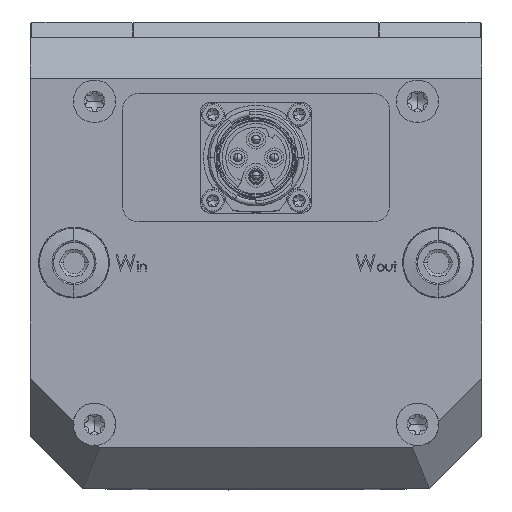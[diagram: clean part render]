
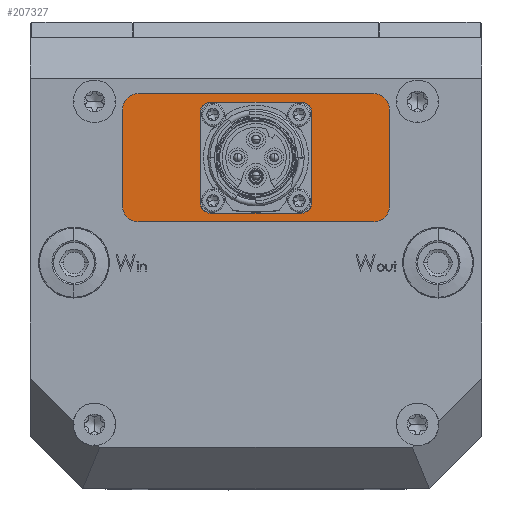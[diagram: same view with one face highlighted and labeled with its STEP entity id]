
A CAD part, top view. The second image highlights one B-rep face of the part: STEP entity #207327.
In plain terms, the highlighted planar face has unit normal (0, 0, 1).
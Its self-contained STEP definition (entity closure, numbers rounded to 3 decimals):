
#375 = VERTEX_POINT ( 'NONE', #183689 ) ;
#474 = CARTESIAN_POINT ( 'NONE',  ( -26., 12.5, 3.5 ) ) ;
#1199 = VECTOR ( 'NONE', #198637, 1000. ) ;
#2429 = VERTEX_POINT ( 'NONE', #192738 ) ;
#3295 = CIRCLE ( 'NONE', #136461, 2. ) ;
#3604 = AXIS2_PLACEMENT_3D ( 'NONE', #192806, #11682, #46228 ) ;
#7361 = CARTESIAN_POINT ( 'NONE',  ( -8.85, -10.85, 3.5 ) ) ;
#10722 = EDGE_CURVE ( 'NONE', #136979, #124055, #68242, .T. ) ;
#11682 = DIRECTION ( 'NONE',  ( 0., 0., 1. ) ) ;
#12477 = CARTESIAN_POINT ( 'NONE',  ( 8.85, 10.85, 3.5 ) ) ;
#12840 = DIRECTION ( 'NONE',  ( -1., 0., 0. ) ) ;
#15918 = CARTESIAN_POINT ( 'NONE',  ( 10.85, 8.85, 3.5 ) ) ;
#16669 = CARTESIAN_POINT ( 'NONE',  ( -26., 9.5, 3.5 ) ) ;
#17998 = VECTOR ( 'NONE', #73079, 1000. ) ;
#19807 = DIRECTION ( 'NONE',  ( -1., 0., 0. ) ) ;
#21647 = ORIENTED_EDGE ( 'NONE', *, *, #228583, .T. ) ;
#22190 = PLANE ( 'NONE',  #102455 ) ;
#22702 = ORIENTED_EDGE ( 'NONE', *, *, #31270, .T. ) ;
#22778 = CARTESIAN_POINT ( 'NONE',  ( 23., -9.5, 3.5 ) ) ;
#23043 = DIRECTION ( 'NONE',  ( 1., 0., 0. ) ) ;
#23368 = FACE_BOUND ( 'NONE', #109151, .T. ) ;
#27231 = VERTEX_POINT ( 'NONE', #100774 ) ;
#31006 = AXIS2_PLACEMENT_3D ( 'NONE', #166161, #148288, #169674 ) ;
#31270 = EDGE_CURVE ( 'NONE', #49877, #181950, #74665, .T. ) ;
#34153 = VERTEX_POINT ( 'NONE', #183889 ) ;
#36477 = CARTESIAN_POINT ( 'NONE',  ( 0., -10.85, 3.5 ) ) ;
#38177 = CARTESIAN_POINT ( 'NONE',  ( 23., 9.5, 3.5 ) ) ;
#39693 = VECTOR ( 'NONE', #122618, 1000. ) ;
#40451 = ORIENTED_EDGE ( 'NONE', *, *, #147008, .T. ) ;
#41660 = DIRECTION ( 'NONE',  ( 0., 0., 1. ) ) ;
#44626 = CIRCLE ( 'NONE', #234976, 2. ) ;
#45538 = EDGE_LOOP ( 'NONE', ( #176587, #152458, #135629, #112927, #126505, #207895, #147994, #106275 ) ) ;
#46228 = DIRECTION ( 'NONE',  ( -1., 0., 0. ) ) ;
#49877 = VERTEX_POINT ( 'NONE', #176558 ) ;
#50545 = EDGE_CURVE ( 'NONE', #34153, #210164, #141854, .T. ) ;
#55770 = CARTESIAN_POINT ( 'NONE',  ( 10.85, -8.85, 3.5 ) ) ;
#59283 = ORIENTED_EDGE ( 'NONE', *, *, #134468, .T. ) ;
#63085 = LINE ( 'NONE', #231066, #107526 ) ;
#65620 = CARTESIAN_POINT ( 'NONE',  ( -10.85, 0., 3.5 ) ) ;
#66693 = EDGE_CURVE ( 'NONE', #81454, #233004, #226522, .T. ) ;
#68242 = CIRCLE ( 'NONE', #178720, 3. ) ;
#69501 = AXIS2_PLACEMENT_3D ( 'NONE', #22778, #205014, #170391 ) ;
#72273 = LINE ( 'NONE', #163987, #110043 ) ;
#72879 = EDGE_CURVE ( 'NONE', #210164, #81454, #72273, .T. ) ;
#73079 = DIRECTION ( 'NONE',  ( 0., -1., 0. ) ) ;
#73360 = FACE_OUTER_BOUND ( 'NONE', #45538, .T. ) ;
#74095 = VERTEX_POINT ( 'NONE', #164955 ) ;
#74665 = LINE ( 'NONE', #160520, #1199 ) ;
#81454 = VERTEX_POINT ( 'NONE', #207678 ) ;
#83261 = DIRECTION ( 'NONE',  ( -1., 0., 0. ) ) ;
#83876 = VECTOR ( 'NONE', #110676, 1000. ) ;
#84065 = VERTEX_POINT ( 'NONE', #136001 ) ;
#84516 = CARTESIAN_POINT ( 'NONE',  ( 10.85, 0., 3.5 ) ) ;
#87797 = DIRECTION ( 'NONE',  ( 0., 0., 1. ) ) ;
#87860 = ORIENTED_EDGE ( 'NONE', *, *, #194624, .F. ) ;
#88044 = LINE ( 'NONE', #84516, #39693 ) ;
#92933 = DIRECTION ( 'NONE',  ( -1., 0., 0. ) ) ;
#96832 = LINE ( 'NONE', #36477, #149918 ) ;
#100774 = CARTESIAN_POINT ( 'NONE',  ( -10.85, 8.85, 3.5 ) ) ;
#102455 = AXIS2_PLACEMENT_3D ( 'NONE', #203234, #147246, #19807 ) ;
#103743 = LINE ( 'NONE', #65620, #181376 ) ;
#106275 = ORIENTED_EDGE ( 'NONE', *, *, #10722, .T. ) ;
#107526 = VECTOR ( 'NONE', #136976, 1000. ) ;
#108318 = LINE ( 'NONE', #181087, #83876 ) ;
#109151 = EDGE_LOOP ( 'NONE', ( #22702, #59283, #40451, #21647, #235733, #131567, #87860, #222509 ) ) ;
#110043 = VECTOR ( 'NONE', #234412, 1000. ) ;
#110676 = DIRECTION ( 'NONE',  ( 1., 0., 0. ) ) ;
#112830 = EDGE_CURVE ( 'NONE', #233004, #136979, #63085, .T. ) ;
#112927 = ORIENTED_EDGE ( 'NONE', *, *, #50545, .T. ) ;
#117206 = VERTEX_POINT ( 'NONE', #7361 ) ;
#117678 = DIRECTION ( 'NONE',  ( 0., 0., -1. ) ) ;
#122030 = LINE ( 'NONE', #474, #17998 ) ;
#122618 = DIRECTION ( 'NONE',  ( 0., -1., 0. ) ) ;
#124055 = VERTEX_POINT ( 'NONE', #16669 ) ;
#124222 = EDGE_CURVE ( 'NONE', #375, #84065, #148299, .T. ) ;
#126505 = ORIENTED_EDGE ( 'NONE', *, *, #72879, .T. ) ;
#131567 = ORIENTED_EDGE ( 'NONE', *, *, #200051, .T. ) ;
#132085 = CARTESIAN_POINT ( 'NONE',  ( -8.85, -8.85, 3.5 ) ) ;
#134468 = EDGE_CURVE ( 'NONE', #181950, #216957, #44626, .T. ) ;
#135629 = ORIENTED_EDGE ( 'NONE', *, *, #158798, .T. ) ;
#136001 = CARTESIAN_POINT ( 'NONE',  ( -23., -12.5, 3.5 ) ) ;
#136461 = AXIS2_PLACEMENT_3D ( 'NONE', #155758, #172448, #227309 ) ;
#136976 = DIRECTION ( 'NONE',  ( -1., 0., 0. ) ) ;
#136979 = VERTEX_POINT ( 'NONE', #199501 ) ;
#141854 = CIRCLE ( 'NONE', #69501, 3. ) ;
#147008 = EDGE_CURVE ( 'NONE', #216957, #183413, #88044, .T. ) ;
#147246 = DIRECTION ( 'NONE',  ( 0., 0., -1. ) ) ;
#147994 = ORIENTED_EDGE ( 'NONE', *, *, #112830, .T. ) ;
#148288 = DIRECTION ( 'NONE',  ( 0., 0., -1. ) ) ;
#148299 = CIRCLE ( 'NONE', #3604, 3. ) ;
#149918 = VECTOR ( 'NONE', #23043, 1000. ) ;
#151482 = CARTESIAN_POINT ( 'NONE',  ( 23., 12.5, 3.5 ) ) ;
#152458 = ORIENTED_EDGE ( 'NONE', *, *, #124222, .T. ) ;
#155758 = CARTESIAN_POINT ( 'NONE',  ( 8.85, -8.85, 3.5 ) ) ;
#158798 = EDGE_CURVE ( 'NONE', #84065, #34153, #108318, .T. ) ;
#160520 = CARTESIAN_POINT ( 'NONE',  ( 0., 10.85, 3.5 ) ) ;
#163987 = CARTESIAN_POINT ( 'NONE',  ( 26., 12.5, 3.5 ) ) ;
#164875 = AXIS2_PLACEMENT_3D ( 'NONE', #132085, #117678, #227328 ) ;
#164955 = CARTESIAN_POINT ( 'NONE',  ( -10.85, -8.85, 3.5 ) ) ;
#166161 = CARTESIAN_POINT ( 'NONE',  ( -8.85, 8.85, 3.5 ) ) ;
#169307 = AXIS2_PLACEMENT_3D ( 'NONE', #38177, #41660, #92933 ) ;
#169674 = DIRECTION ( 'NONE',  ( -1., 0., 0. ) ) ;
#170391 = DIRECTION ( 'NONE',  ( -1., 0., 0. ) ) ;
#172448 = DIRECTION ( 'NONE',  ( 0., 0., -1. ) ) ;
#176558 = CARTESIAN_POINT ( 'NONE',  ( -8.85, 10.85, 3.5 ) ) ;
#176587 = ORIENTED_EDGE ( 'NONE', *, *, #218325, .T. ) ;
#178720 = AXIS2_PLACEMENT_3D ( 'NONE', #214100, #87797, #12840 ) ;
#181087 = CARTESIAN_POINT ( 'NONE',  ( -26., -12.5, 3.5 ) ) ;
#181376 = VECTOR ( 'NONE', #213346, 1000. ) ;
#181950 = VERTEX_POINT ( 'NONE', #12477 ) ;
#183413 = VERTEX_POINT ( 'NONE', #55770 ) ;
#183689 = CARTESIAN_POINT ( 'NONE',  ( -26., -9.5, 3.5 ) ) ;
#183889 = CARTESIAN_POINT ( 'NONE',  ( 23., -12.5, 3.5 ) ) ;
#188936 = EDGE_CURVE ( 'NONE', #27231, #49877, #225063, .T. ) ;
#189104 = CARTESIAN_POINT ( 'NONE',  ( 26., -9.5, 3.5 ) ) ;
#192738 = CARTESIAN_POINT ( 'NONE',  ( 8.85, -10.85, 3.5 ) ) ;
#192806 = CARTESIAN_POINT ( 'NONE',  ( -23., -9.5, 3.5 ) ) ;
#194624 = EDGE_CURVE ( 'NONE', #27231, #74095, #103743, .T. ) ;
#198637 = DIRECTION ( 'NONE',  ( 1., 0., 0. ) ) ;
#199501 = CARTESIAN_POINT ( 'NONE',  ( -23., 12.5, 3.5 ) ) ;
#200051 = EDGE_CURVE ( 'NONE', #117206, #74095, #202844, .T. ) ;
#202844 = CIRCLE ( 'NONE', #164875, 2. ) ;
#203234 = CARTESIAN_POINT ( 'NONE',  ( 0., 0., 3.5 ) ) ;
#205014 = DIRECTION ( 'NONE',  ( 0., 0., 1. ) ) ;
#207250 = CARTESIAN_POINT ( 'NONE',  ( 8.85, 8.85, 3.5 ) ) ;
#207327 = ADVANCED_FACE ( 'NONE', ( #73360, #23368 ), #22190, .F. ) ;
#207678 = CARTESIAN_POINT ( 'NONE',  ( 26., 9.5, 3.5 ) ) ;
#207895 = ORIENTED_EDGE ( 'NONE', *, *, #66693, .T. ) ;
#210164 = VERTEX_POINT ( 'NONE', #189104 ) ;
#213346 = DIRECTION ( 'NONE',  ( 0., -1., 0. ) ) ;
#214100 = CARTESIAN_POINT ( 'NONE',  ( -23., 9.5, 3.5 ) ) ;
#216957 = VERTEX_POINT ( 'NONE', #15918 ) ;
#218325 = EDGE_CURVE ( 'NONE', #124055, #375, #122030, .T. ) ;
#222509 = ORIENTED_EDGE ( 'NONE', *, *, #188936, .T. ) ;
#224302 = EDGE_CURVE ( 'NONE', #117206, #2429, #96832, .T. ) ;
#225063 = CIRCLE ( 'NONE', #31006, 2. ) ;
#226348 = DIRECTION ( 'NONE',  ( 0., 0., -1. ) ) ;
#226522 = CIRCLE ( 'NONE', #169307, 3. ) ;
#227309 = DIRECTION ( 'NONE',  ( -1., 0., 0. ) ) ;
#227328 = DIRECTION ( 'NONE',  ( -1., 0., 0. ) ) ;
#228583 = EDGE_CURVE ( 'NONE', #183413, #2429, #3295, .T. ) ;
#231066 = CARTESIAN_POINT ( 'NONE',  ( -26., 12.5, 3.5 ) ) ;
#233004 = VERTEX_POINT ( 'NONE', #151482 ) ;
#234412 = DIRECTION ( 'NONE',  ( 0., 1., 0. ) ) ;
#234976 = AXIS2_PLACEMENT_3D ( 'NONE', #207250, #226348, #83261 ) ;
#235733 = ORIENTED_EDGE ( 'NONE', *, *, #224302, .F. ) ;
